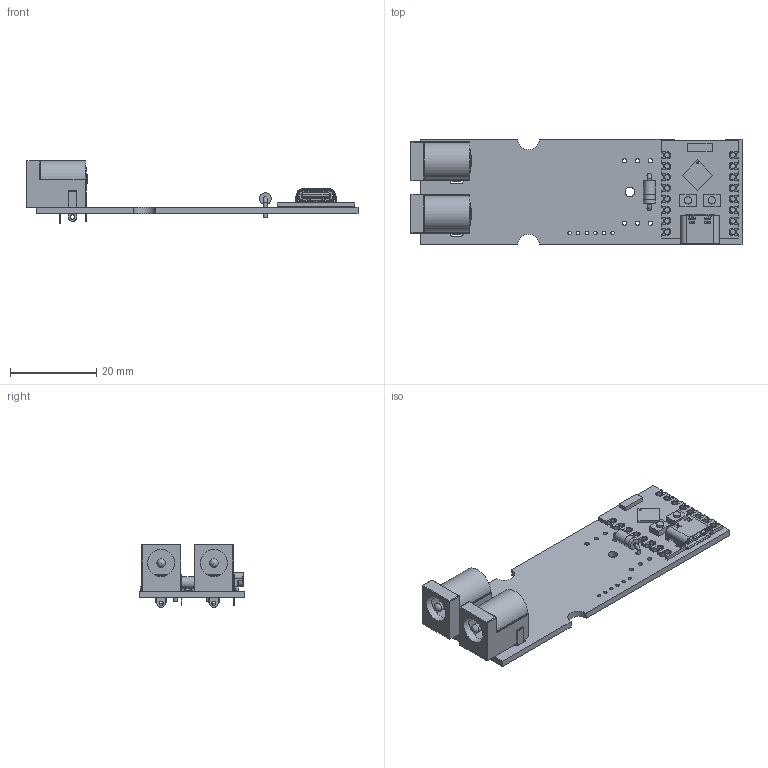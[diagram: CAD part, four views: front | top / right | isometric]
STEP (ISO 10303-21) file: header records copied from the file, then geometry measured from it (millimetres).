
FILE_DESCRIPTION(('KiCad electronic assembly'),'2;1');
FILE_NAME('controller-pcb.step','2025-12-31T00:40:42',('Pcbnew'),( 'Kicad'),'Open CASCADE STEP processor 7.9','KiCad to STEP converter' ,'Unknown');
FILE_SCHEMA(('AUTOMOTIVE_DESIGN { 1 0 10303 214 1 1 1 1 }'));
Length unit declared in the file: millimetre
Products named in the file (8): controller-pcb 1; D_DO-41_SOD81_P7.62mm_Horizontal; MODULE_ESP32-C3_SUPERMINI; Board c3mini; USB C; components (other)^ESP32-C3 SuperMini; BarrelJack_Horizontal; controller-pcb_PCB
Assembly tree (8 placements, depth 3):
  controller-pcb 1
    D_DO-41_SOD81_P7.62mm_Horizontal
    MODULE_ESP32-C3_SUPERMINI
      Board c3mini
      USB C
      components (other)^ESP32-C3 SuperMini
    BarrelJack_Horizontal  x2
    controller-pcb_PCB
Bounding box: 77 x 24.5 x 14.6 mm (x, y, z)
Volume: 4517.1 mm3; surface area: 8601.3 mm2
Topology: 37 solids, 37 shells, 1156 faces, 3145 edges, 2040 vertices
Faces by surface type: plane 769, cylinder 354, cone 13, sphere 10, bspline 4, extrusion 4, torus 2
Full cylindrical faces by diameter (mm): 0.8 x10, 1 x10, 1.1 x2, 1.5 x4, 2 x4, 2.2 x1, 2.7 x2, 2.72 x1, 6.3 x2
Entity records: 36825 total; most frequent: CARTESIAN_POINT 6814, ORIENTED_EDGE 5944, DIRECTION 5669, EDGE_CURVE 2972, VECTOR 2193, LINE 2191, VERTEX_POINT 1939, AXIS2_PLACEMENT_3D 1738
